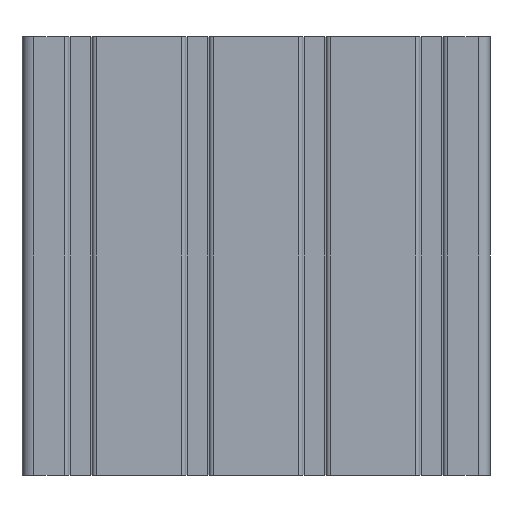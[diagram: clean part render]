
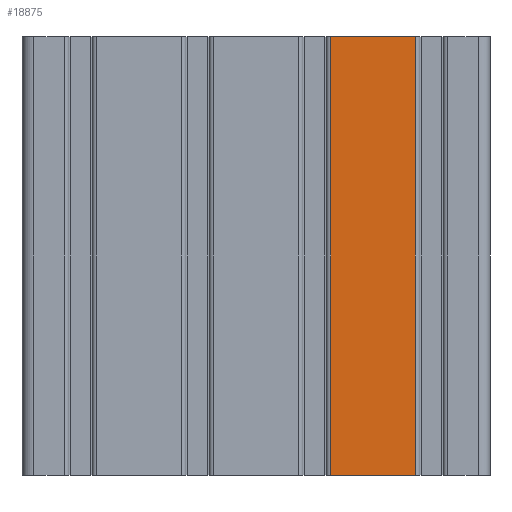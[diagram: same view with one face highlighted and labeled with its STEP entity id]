
A CAD part, front view. The second image highlights one B-rep face of the part: STEP entity #18875.
In plain terms, the highlighted planar face has unit normal (0, -1, 0).
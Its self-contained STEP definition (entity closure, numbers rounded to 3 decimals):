
#45 = PLANE('',#46);
#46 = AXIS2_PLACEMENT_3D('',#47,#48,#49);
#47 = CARTESIAN_POINT('',(80.,20.,0.));
#48 = DIRECTION('',(0.,0.,1.));
#49 = DIRECTION('',(1.,0.,-0.));
#102 = PLANE('',#103);
#103 = AXIS2_PLACEMENT_3D('',#104,#105,#106);
#104 = CARTESIAN_POINT('',(80.,20.,150.));
#105 = DIRECTION('',(0.,0.,1.));
#106 = DIRECTION('',(1.,0.,-0.));
#9020 = VERTEX_POINT('',#9021);
#9021 = CARTESIAN_POINT('',(134.5,0.,150.));
#9031 = CYLINDRICAL_SURFACE('',#9032,1.5);
#9032 = AXIS2_PLACEMENT_3D('',#9033,#9034,#9035);
#9033 = CARTESIAN_POINT('',(134.5,1.5,0.));
#9034 = DIRECTION('',(0.,0.,-1.));
#9035 = DIRECTION('',(0.,-1.,0.));
#9050 = EDGE_CURVE('',#9051,#9020,#9053,.T.);
#9051 = VERTEX_POINT('',#9052);
#9052 = CARTESIAN_POINT('',(134.5,0.,0.));
#9053 = SURFACE_CURVE('',#9054,(#9058,#9065),.PCURVE_S1.);
#9054 = LINE('',#9055,#9056);
#9055 = CARTESIAN_POINT('',(134.5,0.,0.));
#9056 = VECTOR('',#9057,1.);
#9057 = DIRECTION('',(0.,0.,1.));
#9058 = PCURVE('',#9031,#9059);
#9059 = DEFINITIONAL_REPRESENTATION('',(#9060),#9064);
#9060 = LINE('',#9061,#9062);
#9061 = CARTESIAN_POINT('',(6.283,0.));
#9062 = VECTOR('',#9063,1.);
#9063 = DIRECTION('',(0.,-1.));
#9064 = ( GEOMETRIC_REPRESENTATION_CONTEXT(2) 
PARAMETRIC_REPRESENTATION_CONTEXT() REPRESENTATION_CONTEXT('2D SPACE',''
  ) );
#9065 = PCURVE('',#9066,#9071);
#9066 = PLANE('',#9067);
#9067 = AXIS2_PLACEMENT_3D('',#9068,#9069,#9070);
#9068 = CARTESIAN_POINT('',(156.,0.,0.));
#9069 = DIRECTION('',(0.,-1.,0.));
#9070 = DIRECTION('',(1.,0.,0.));
#9071 = DEFINITIONAL_REPRESENTATION('',(#9072),#9076);
#9072 = LINE('',#9073,#9074);
#9073 = CARTESIAN_POINT('',(-21.5,0.));
#9074 = VECTOR('',#9075,1.);
#9075 = DIRECTION('',(0.,1.));
#9076 = ( GEOMETRIC_REPRESENTATION_CONTEXT(2) 
PARAMETRIC_REPRESENTATION_CONTEXT() REPRESENTATION_CONTEXT('2D SPACE',''
  ) );
#11234 = EDGE_CURVE('',#11235,#9051,#11237,.T.);
#11235 = VERTEX_POINT('',#11236);
#11236 = CARTESIAN_POINT('',(105.5,0.,0.));
#11237 = SURFACE_CURVE('',#11238,(#11242,#11249),.PCURVE_S1.);
#11238 = LINE('',#11239,#11240);
#11239 = CARTESIAN_POINT('',(4.,0.,0.));
#11240 = VECTOR('',#11241,1.);
#11241 = DIRECTION('',(1.,0.,0.));
#11242 = PCURVE('',#45,#11243);
#11243 = DEFINITIONAL_REPRESENTATION('',(#11244),#11248);
#11244 = LINE('',#11245,#11246);
#11245 = CARTESIAN_POINT('',(-76.,-20.));
#11246 = VECTOR('',#11247,1.);
#11247 = DIRECTION('',(1.,0.));
#11248 = ( GEOMETRIC_REPRESENTATION_CONTEXT(2) 
PARAMETRIC_REPRESENTATION_CONTEXT() REPRESENTATION_CONTEXT('2D SPACE',''
  ) );
#11249 = PCURVE('',#9066,#11250);
#11250 = DEFINITIONAL_REPRESENTATION('',(#11251),#11255);
#11251 = LINE('',#11252,#11253);
#11252 = CARTESIAN_POINT('',(-152.,0.));
#11253 = VECTOR('',#11254,1.);
#11254 = DIRECTION('',(1.,0.));
#11255 = ( GEOMETRIC_REPRESENTATION_CONTEXT(2) 
PARAMETRIC_REPRESENTATION_CONTEXT() REPRESENTATION_CONTEXT('2D SPACE',''
  ) );
#11278 = CYLINDRICAL_SURFACE('',#11279,1.5);
#11279 = AXIS2_PLACEMENT_3D('',#11280,#11281,#11282);
#11280 = CARTESIAN_POINT('',(105.5,1.5,0.));
#11281 = DIRECTION('',(0.,0.,-1.));
#11282 = DIRECTION('',(-1.,0.,0.));
#18875 = ADVANCED_FACE('',(#18876),#9066,.T.);
#18876 = FACE_BOUND('',#18877,.T.);
#18877 = EDGE_LOOP('',(#18878,#18879,#18902,#18923));
#18878 = ORIENTED_EDGE('',*,*,#9050,.T.);
#18879 = ORIENTED_EDGE('',*,*,#18880,.T.);
#18880 = EDGE_CURVE('',#9020,#18881,#18883,.T.);
#18881 = VERTEX_POINT('',#18882);
#18882 = CARTESIAN_POINT('',(105.5,0.,150.));
#18883 = SURFACE_CURVE('',#18884,(#18888,#18895),.PCURVE_S1.);
#18884 = LINE('',#18885,#18886);
#18885 = CARTESIAN_POINT('',(4.,0.,150.));
#18886 = VECTOR('',#18887,1.);
#18887 = DIRECTION('',(-1.,0.,0.));
#18888 = PCURVE('',#9066,#18889);
#18889 = DEFINITIONAL_REPRESENTATION('',(#18890),#18894);
#18890 = LINE('',#18891,#18892);
#18891 = CARTESIAN_POINT('',(-152.,150.));
#18892 = VECTOR('',#18893,1.);
#18893 = DIRECTION('',(-1.,0.));
#18894 = ( GEOMETRIC_REPRESENTATION_CONTEXT(2) 
PARAMETRIC_REPRESENTATION_CONTEXT() REPRESENTATION_CONTEXT('2D SPACE',''
  ) );
#18895 = PCURVE('',#102,#18896);
#18896 = DEFINITIONAL_REPRESENTATION('',(#18897),#18901);
#18897 = LINE('',#18898,#18899);
#18898 = CARTESIAN_POINT('',(-76.,-20.));
#18899 = VECTOR('',#18900,1.);
#18900 = DIRECTION('',(-1.,0.));
#18901 = ( GEOMETRIC_REPRESENTATION_CONTEXT(2) 
PARAMETRIC_REPRESENTATION_CONTEXT() REPRESENTATION_CONTEXT('2D SPACE',''
  ) );
#18902 = ORIENTED_EDGE('',*,*,#18903,.T.);
#18903 = EDGE_CURVE('',#18881,#11235,#18904,.T.);
#18904 = SURFACE_CURVE('',#18905,(#18909,#18916),.PCURVE_S1.);
#18905 = LINE('',#18906,#18907);
#18906 = CARTESIAN_POINT('',(105.5,0.,75.));
#18907 = VECTOR('',#18908,1.);
#18908 = DIRECTION('',(0.,0.,-1.));
#18909 = PCURVE('',#9066,#18910);
#18910 = DEFINITIONAL_REPRESENTATION('',(#18911),#18915);
#18911 = LINE('',#18912,#18913);
#18912 = CARTESIAN_POINT('',(-50.5,75.));
#18913 = VECTOR('',#18914,1.);
#18914 = DIRECTION('',(0.,-1.));
#18915 = ( GEOMETRIC_REPRESENTATION_CONTEXT(2) 
PARAMETRIC_REPRESENTATION_CONTEXT() REPRESENTATION_CONTEXT('2D SPACE',''
  ) );
#18916 = PCURVE('',#11278,#18917);
#18917 = DEFINITIONAL_REPRESENTATION('',(#18918),#18922);
#18918 = LINE('',#18919,#18920);
#18919 = CARTESIAN_POINT('',(4.712,-75.));
#18920 = VECTOR('',#18921,1.);
#18921 = DIRECTION('',(0.,1.));
#18922 = ( GEOMETRIC_REPRESENTATION_CONTEXT(2) 
PARAMETRIC_REPRESENTATION_CONTEXT() REPRESENTATION_CONTEXT('2D SPACE',''
  ) );
#18923 = ORIENTED_EDGE('',*,*,#11234,.T.);
